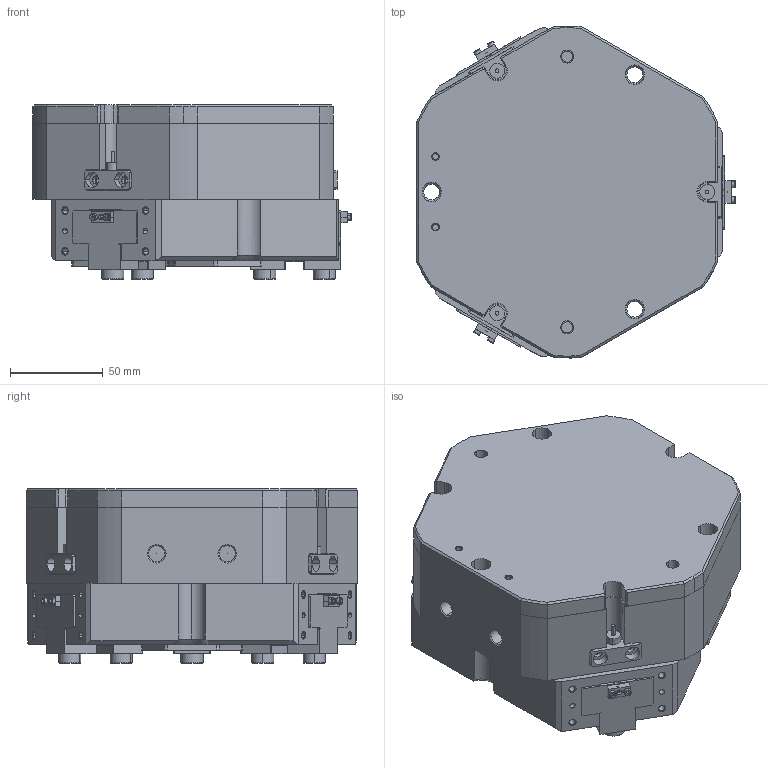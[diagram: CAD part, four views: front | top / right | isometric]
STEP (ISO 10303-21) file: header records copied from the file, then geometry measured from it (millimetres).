
FILE_DESCRIPTION (( 'STEP AP203' ), '1' );
FILE_NAME ('TZ125-179-S.STEP', '2024-12-03T10:05:31', ( 'USER-' ), ( 'Microsoft' ), 'SwSTEP 2.0', 'SolidWorks 2018', '' );
FILE_SCHEMA (( 'CONFIG_CONTROL_DESIGN' ));
Length unit declared in the file: millimetre
Products named in the file (20): TZ95-146-P杅耀.sldasm-Part-30; TZ125-179杅耀.sldasm-Part-30; TZ125-179杅耀.sldasm-Part-15; TZ125-179杅耀.sldasm-Part-21; 35x18-R3; TZ125-179-S; TZ125-179杅耀.sldasm-Part-19; TZ125-179杅耀.sldasm-Part-9; 揤輸蚾饜极; TZ125-179杅耀.sldasm-Part-12; TZ125-179杅耀.sldasm-Part-26; TZ125-179杅耀.sldasm-Part-1; TZ125-179杅耀.sldasm-Part-3; TZ125-179杅耀.sldasm-Part-22; TZ125-179杅耀.sldasm-Part-27; TZ125-179杅耀.sldasm-Part-20; TZ125-179-S-02-賑輸; 揤輸杅耀.sldasm-Part-9; TZ125-179杅耀.sldasm-Part-29; 埴翐芛_GB_FASTENER_SCREWS_HSHCS M2X8-N
Assembly tree (25 placements, depth 3):
  TZ125-179-S
    TZ125-179杅耀.sldasm-Part-1
    TZ125-179杅耀.sldasm-Part-3
    TZ125-179杅耀.sldasm-Part-9  x2
    TZ125-179杅耀.sldasm-Part-12
    TZ125-179杅耀.sldasm-Part-15
    TZ125-179杅耀.sldasm-Part-19
    TZ125-179杅耀.sldasm-Part-20
    TZ125-179杅耀.sldasm-Part-21
    TZ125-179杅耀.sldasm-Part-22
    TZ125-179杅耀.sldasm-Part-26
    TZ125-179杅耀.sldasm-Part-27
    TZ125-179杅耀.sldasm-Part-29
    TZ125-179杅耀.sldasm-Part-30
    TZ125-179-S-02-賑輸  x3
    TZ95-146-P杅耀.sldasm-Part-30
    35x18-R3
    揤輸蚾饜极  x3
      揤輸杅耀.sldasm-Part-9
      埴翐芛_GB_FASTENER_SCREWS_HSHCS M2X8-N
Bounding box: 171.57 x 178.96 x 94 mm (x, y, z)
Volume: 1781610.8 mm3; surface area: 241225.1 mm2
Topology: 28 solids, 52 shells, 1585 faces, 3979 edges, 2528 vertices
Faces by surface type: plane 745, cylinder 439, cone 234, bspline 155, torus 12
Entity records: 45550 total; most frequent: CARTESIAN_POINT 13010, ORIENTED_EDGE 6332, DIRECTION 6046, EDGE_CURVE 3166, AXIS2_PLACEMENT_3D 2069, VERTEX_POINT 2061, LINE 1908, VECTOR 1908
